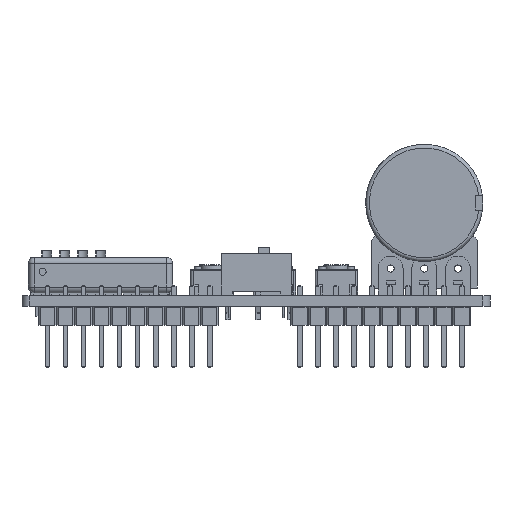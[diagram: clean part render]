
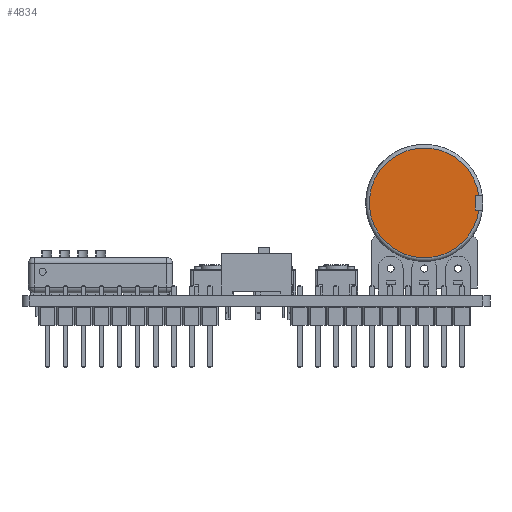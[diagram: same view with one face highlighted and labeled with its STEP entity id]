
A CAD part, left-side view. The second image highlights one B-rep face of the part: STEP entity #4834.
In plain terms, the highlighted face is planar.
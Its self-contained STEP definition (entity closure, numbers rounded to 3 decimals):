
#4798 = VERTEX_POINT('',#4799);
#4799 = CARTESIAN_POINT('',(7.685,0.,-1.));
#4812 = VERTEX_POINT('',#4813);
#4813 = CARTESIAN_POINT('',(7.685,0.,1.));
#4823 = EDGE_CURVE('',#4798,#4812,#4824,.T.);
#4824 = CIRCLE('',#4825,7.75);
#4825 = AXIS2_PLACEMENT_3D('',#4826,#4827,#4828);
#4826 = CARTESIAN_POINT('',(0.,0.,0.));
#4827 = DIRECTION('',(0.,1.,0.));
#4828 = DIRECTION('',(0.992,0.,-0.129));
#4834 = ADVANCED_FACE('',(#4835),#4860,.T.);
#4835 = FACE_BOUND('',#4836,.F.);
#4836 = EDGE_LOOP('',(#4837,#4838,#4846,#4854));
#4837 = ORIENTED_EDGE('',*,*,#4823,.F.);
#4838 = ORIENTED_EDGE('',*,*,#4839,.T.);
#4839 = EDGE_CURVE('',#4798,#4840,#4842,.T.);
#4840 = VERTEX_POINT('',#4841);
#4841 = CARTESIAN_POINT('',(7.189,0.,-1.));
#4842 = LINE('',#4843,#4844);
#4843 = CARTESIAN_POINT('',(7.685,0.,-1.));
#4844 = VECTOR('',#4845,1.);
#4845 = DIRECTION('',(-1.,0.,0.));
#4846 = ORIENTED_EDGE('',*,*,#4847,.T.);
#4847 = EDGE_CURVE('',#4840,#4848,#4850,.T.);
#4848 = VERTEX_POINT('',#4849);
#4849 = CARTESIAN_POINT('',(7.189,0.,1.));
#4850 = LINE('',#4851,#4852);
#4851 = CARTESIAN_POINT('',(7.189,0.,-1.));
#4852 = VECTOR('',#4853,1.);
#4853 = DIRECTION('',(0.,0.,1.));
#4854 = ORIENTED_EDGE('',*,*,#4855,.T.);
#4855 = EDGE_CURVE('',#4848,#4812,#4856,.T.);
#4856 = LINE('',#4857,#4858);
#4857 = CARTESIAN_POINT('',(7.189,0.,1.));
#4858 = VECTOR('',#4859,1.);
#4859 = DIRECTION('',(1.,0.,0.));
#4860 = PLANE('',#4861);
#4861 = AXIS2_PLACEMENT_3D('',#4862,#4863,#4864);
#4862 = CARTESIAN_POINT('',(0.,0.,0.));
#4863 = DIRECTION('',(0.,1.,0.));
#4864 = DIRECTION('',(1.,0.,0.));
